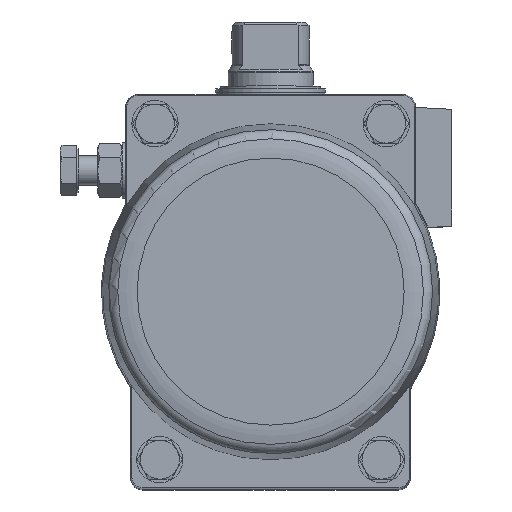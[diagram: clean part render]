
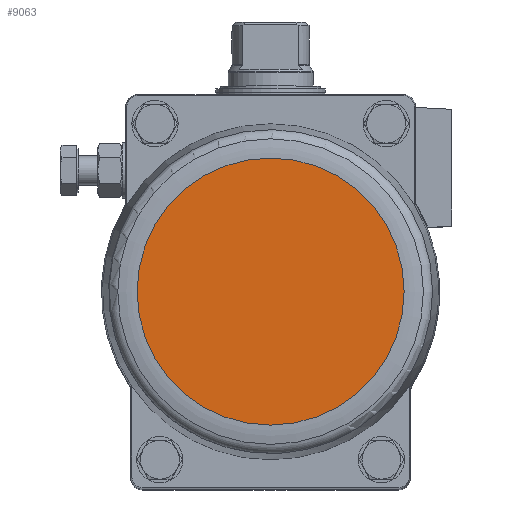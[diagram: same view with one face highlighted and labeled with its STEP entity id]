
A CAD part, top view. The second image highlights one B-rep face of the part: STEP entity #9063.
In plain terms, the highlighted planar face has unit normal (0, 0, 1).
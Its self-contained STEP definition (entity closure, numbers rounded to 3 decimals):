
#3227=ORIENTED_EDGE('',*,*,#4977,.T.);
#4977=EDGE_CURVE('',#5994,#5994,#6575,.T.);
#5994=VERTEX_POINT('',#15144);
#6575=CIRCLE('',#10003,54.85);
#7260=EDGE_LOOP('',(#3227));
#8081=FACE_BOUND('',#7260,.T.);
#8577=PLANE('',#10004);
#9063=ADVANCED_FACE('',(#8081),#8577,.F.);
#10003=AXIS2_PLACEMENT_3D('',#15143,#12088,#12089);
#10004=AXIS2_PLACEMENT_3D('',#15145,#12090,#12091);
#12088=DIRECTION('',(0.,0.,1.));
#12089=DIRECTION('',(1.,0.,0.));
#12090=DIRECTION('',(0.,0.,-1.));
#12091=DIRECTION('',(-1.,0.,0.));
#15143=CARTESIAN_POINT('',(0.,0.,167.2));
#15144=CARTESIAN_POINT('',(54.85,0.,167.2));
#15145=CARTESIAN_POINT('',(54.85,0.,167.2));
